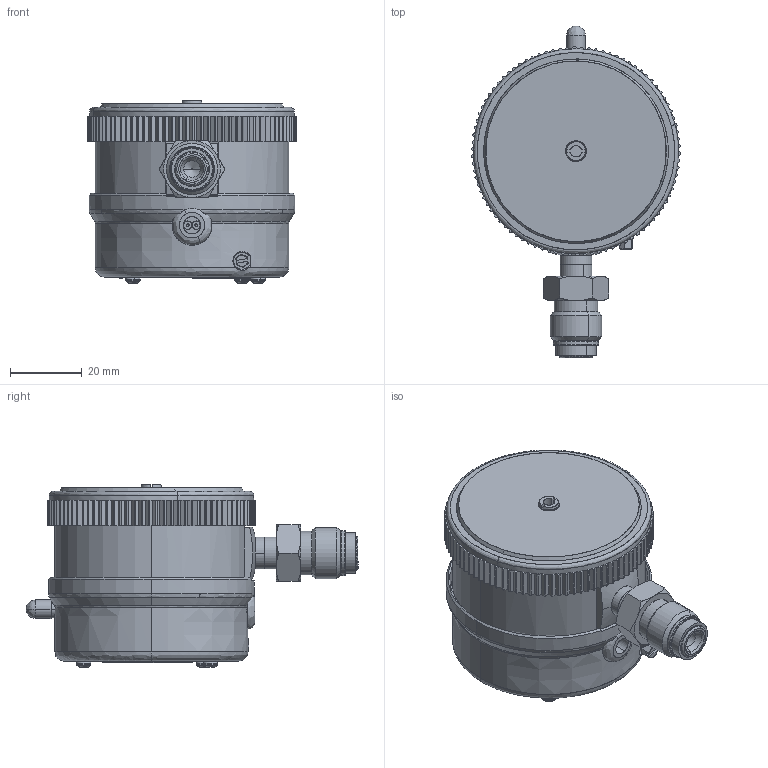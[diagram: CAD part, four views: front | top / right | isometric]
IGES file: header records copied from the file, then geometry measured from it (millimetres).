
Start section: SolidWorks IGES file using analytic representation for surfaces
Global section: file name: ISP122-PSI_BAR-VSM-1-D.IGS; native system: SolidWorks 2017; preprocessor: SolidWorks 2017; author: cfehr; date: 180406.135421; units: inch
Bounding box: 58.29 x 92.73 x 51.24 mm (x, y, z)
Surface area: 38811.5 mm2 (no closed solid volume)
Topology: 0 solids, 0 shells, 1296 faces, 14500 edges, 14494 vertices
Faces by surface type: bspline 738, revolution 558
